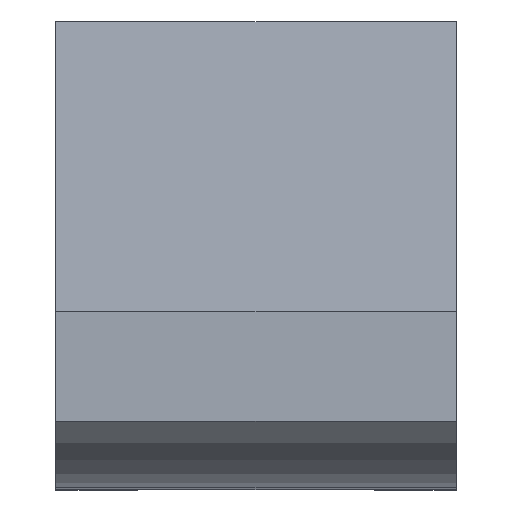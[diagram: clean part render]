
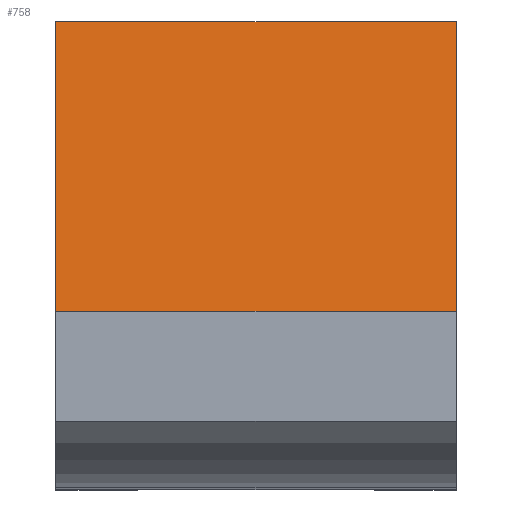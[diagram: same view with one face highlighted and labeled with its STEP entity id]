
A CAD part, top view. The second image highlights one B-rep face of the part: STEP entity #758.
In plain terms, the highlighted planar face has unit normal (0, 0.906, 0.423).
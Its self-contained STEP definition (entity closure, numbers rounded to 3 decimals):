
#22=DIRECTION('',(0.,0.423,-0.906));
#23=VECTOR('',#22,20.6);
#24=CARTESIAN_POINT('',(-6.,5.294,38.25));
#25=LINE('',#24,#23);
#190=DIRECTION('',(0.,0.423,-0.906));
#191=VECTOR('',#190,20.6);
#192=CARTESIAN_POINT('',(6.,5.294,38.25));
#193=LINE('',#192,#191);
#250=DIRECTION('',(1.,0.,0.));
#251=VECTOR('',#250,12.);
#252=CARTESIAN_POINT('',(-6.,14.,19.58));
#253=LINE('',#252,#251);
#258=DIRECTION('',(1.,0.,0.));
#259=VECTOR('',#258,12.);
#260=CARTESIAN_POINT('',(-6.,5.294,38.25));
#261=LINE('',#260,#259);
#462=CARTESIAN_POINT('',(-6.,5.294,38.25));
#463=CARTESIAN_POINT('',(-6.,14.,19.58));
#464=VERTEX_POINT('',#462);
#465=VERTEX_POINT('',#463);
#466=CARTESIAN_POINT('',(6.,5.294,38.25));
#467=CARTESIAN_POINT('',(6.,14.,19.58));
#468=VERTEX_POINT('',#466);
#469=VERTEX_POINT('',#467);
#745=CARTESIAN_POINT('',(6.,5.294,38.25));
#746=DIRECTION('',(0.,-0.906,-0.423));
#747=DIRECTION('',(0.,0.423,-0.906));
#748=AXIS2_PLACEMENT_3D('',#745,#746,#747);
#749=PLANE('',#748);
#750=ORIENTED_EDGE('',*,*,#483,.T.);
#752=ORIENTED_EDGE('',*,*,#751,.T.);
#753=ORIENTED_EDGE('',*,*,#678,.F.);
#755=ORIENTED_EDGE('',*,*,#754,.F.);
#756=EDGE_LOOP('',(#750,#752,#753,#755));
#757=FACE_OUTER_BOUND('',#756,.F.);
#758=ADVANCED_FACE('',(#757),#749,.F.);
#483=EDGE_CURVE('',#464,#465,#25,.T.);
#678=EDGE_CURVE('',#468,#469,#193,.T.);
#751=EDGE_CURVE('',#465,#469,#253,.T.);
#754=EDGE_CURVE('',#464,#468,#261,.T.);
